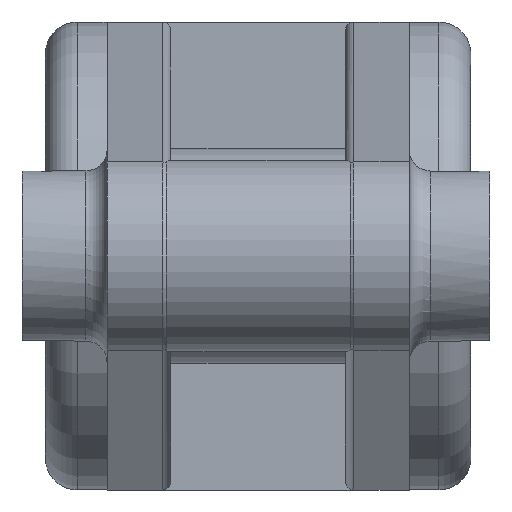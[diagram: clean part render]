
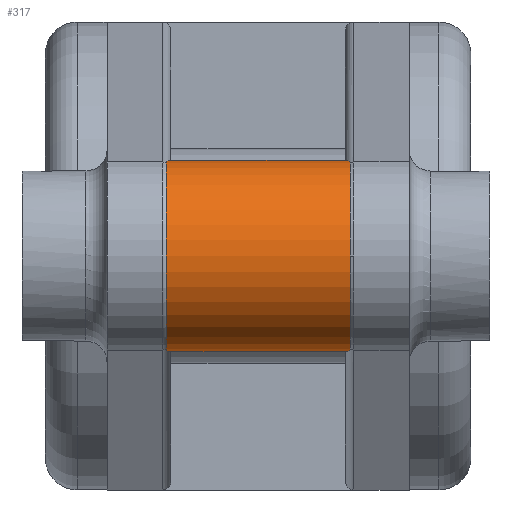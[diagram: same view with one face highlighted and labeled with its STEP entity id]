
A CAD part, front view. The second image highlights one B-rep face of the part: STEP entity #317.
In plain terms, the highlighted cylindrical face has radius 4.5 mm (diameter 9 mm), a partial arc.
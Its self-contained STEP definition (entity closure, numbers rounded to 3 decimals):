
#34=B_SPLINE_CURVE_WITH_KNOTS('',3,(#1649,#1650,#1651,#1652,#1653,#1654,
#1655),.UNSPECIFIED.,.F.,.F.,(4,3,4),(0.,0.445,1.),
 .UNSPECIFIED.);
#35=B_SPLINE_CURVE_WITH_KNOTS('',3,(#1661,#1662,#1663,#1664,#1665,#1666,
#1667),.UNSPECIFIED.,.F.,.F.,(4,3,4),(0.,0.444,1.),
 .UNSPECIFIED.);
#36=B_SPLINE_CURVE_WITH_KNOTS('',3,(#1669,#1670,#1671,#1672,#1673,#1674,
#1675),.UNSPECIFIED.,.F.,.F.,(4,3,4),(0.,0.444,1.),
 .UNSPECIFIED.);
#37=B_SPLINE_CURVE_WITH_KNOTS('',3,(#1683,#1684,#1685,#1686,#1687,#1688,
#1689),.UNSPECIFIED.,.F.,.F.,(4,3,4),(0.,0.445,1.),
 .UNSPECIFIED.);
#130=LINE('',#1709,#198);
#132=LINE('',#1712,#200);
#198=VECTOR('',#1389,1.);
#200=VECTOR('',#1393,1.);
#261=FACE_OUTER_BOUND('',#431,.T.);
#317=ADVANCED_FACE('',(#261),#337,.T.);
#337=CYLINDRICAL_SURFACE('',#1099,4.5);
#431=EDGE_LOOP('',(#689,#690,#691,#692,#693,#694,#695,#696,#697,#698,#699,
#700,#701));
#689=ORIENTED_EDGE('',*,*,#921,.T.);
#690=ORIENTED_EDGE('',*,*,#876,.T.);
#691=ORIENTED_EDGE('',*,*,#906,.T.);
#692=ORIENTED_EDGE('',*,*,#792,.T.);
#693=ORIENTED_EDGE('',*,*,#907,.T.);
#694=ORIENTED_EDGE('',*,*,#909,.T.);
#695=ORIENTED_EDGE('',*,*,#872,.T.);
#696=ORIENTED_EDGE('',*,*,#923,.T.);
#697=ORIENTED_EDGE('',*,*,#864,.T.);
#698=ORIENTED_EDGE('',*,*,#914,.T.);
#699=ORIENTED_EDGE('',*,*,#912,.T.);
#700=ORIENTED_EDGE('',*,*,#910,.T.);
#701=ORIENTED_EDGE('',*,*,#868,.T.);
#706=VERTEX_POINT('',#1410);
#707=VERTEX_POINT('',#1411);
#756=VERTEX_POINT('',#1563);
#757=VERTEX_POINT('',#1564);
#760=VERTEX_POINT('',#1570);
#761=VERTEX_POINT('',#1572);
#762=VERTEX_POINT('',#1578);
#763=VERTEX_POINT('',#1579);
#764=VERTEX_POINT('',#1583);
#765=VERTEX_POINT('',#1585);
#781=VERTEX_POINT('',#1658);
#782=VERTEX_POINT('',#1676);
#783=VERTEX_POINT('',#1680);
#792=EDGE_CURVE('',#706,#707,#927,.T.);
#864=EDGE_CURVE('',#756,#757,#956,.T.);
#868=EDGE_CURVE('',#761,#760,#958,.T.);
#872=EDGE_CURVE('',#762,#763,#960,.T.);
#876=EDGE_CURVE('',#765,#764,#962,.T.);
#906=EDGE_CURVE('',#764,#706,#34,.T.);
#907=EDGE_CURVE('',#707,#781,#973,.T.);
#909=EDGE_CURVE('',#781,#762,#35,.T.);
#910=EDGE_CURVE('',#782,#761,#36,.T.);
#912=EDGE_CURVE('',#783,#782,#976,.T.);
#914=EDGE_CURVE('',#757,#783,#37,.T.);
#921=EDGE_CURVE('',#760,#765,#130,.T.);
#923=EDGE_CURVE('',#763,#756,#132,.T.);
#927=CIRCLE('',#988,4.5);
#956=CIRCLE('',#1036,4.5);
#958=CIRCLE('',#1038,4.5);
#960=CIRCLE('',#1041,4.5);
#962=CIRCLE('',#1043,4.5);
#973=CIRCLE('',#1074,4.5);
#976=CIRCLE('',#1080,4.5);
#988=AXIS2_PLACEMENT_3D('',#1409,#1109,#1110);
#1036=AXIS2_PLACEMENT_3D('',#1562,#1244,#1245);
#1038=AXIS2_PLACEMENT_3D('',#1571,#1250,#1251);
#1041=AXIS2_PLACEMENT_3D('',#1577,#1258,#1259);
#1043=AXIS2_PLACEMENT_3D('',#1584,#1264,#1265);
#1074=AXIS2_PLACEMENT_3D('',#1657,#1345,#1346);
#1080=AXIS2_PLACEMENT_3D('',#1679,#1357,#1358);
#1099=AXIS2_PLACEMENT_3D('',#1716,#1399,#1400);
#1109=DIRECTION('',(-1.,0.,0.));
#1110=DIRECTION('',(0.,1.,0.));
#1244=DIRECTION('',(1.,0.,0.));
#1245=DIRECTION('',(0.,1.,0.));
#1250=DIRECTION('',(1.,0.,0.));
#1251=DIRECTION('',(0.,1.,0.));
#1258=DIRECTION('',(-1.,0.,0.));
#1259=DIRECTION('',(0.,-1.,0.));
#1264=DIRECTION('',(-1.,0.,0.));
#1265=DIRECTION('',(0.,-1.,0.));
#1345=DIRECTION('',(-1.,0.,0.));
#1346=DIRECTION('',(0.,1.,0.));
#1357=DIRECTION('',(1.,0.,0.));
#1358=DIRECTION('',(0.,-1.,0.));
#1389=DIRECTION('',(1.,0.,0.));
#1393=DIRECTION('',(-1.,0.,0.));
#1399=DIRECTION('',(-1.,0.,0.));
#1400=DIRECTION('',(0.,0.,1.));
#1409=CARTESIAN_POINT('',(4.319,-58.593,2.332));
#1410=CARTESIAN_POINT('',(4.319,-59.621,-2.049));
#1411=CARTESIAN_POINT('',(4.319,-63.093,2.332));
#1562=CARTESIAN_POINT('',(-4.1,-58.593,2.332));
#1563=CARTESIAN_POINT('',(-4.1,-54.369,3.882));
#1564=CARTESIAN_POINT('',(-4.1,-57.83,6.766));
#1570=CARTESIAN_POINT('',(-4.1,-54.369,0.782));
#1571=CARTESIAN_POINT('',(-4.1,-58.593,2.332));
#1572=CARTESIAN_POINT('',(-4.1,-57.83,-2.103));
#1577=CARTESIAN_POINT('',(4.1,-58.593,2.332));
#1578=CARTESIAN_POINT('',(4.1,-57.83,6.766));
#1579=CARTESIAN_POINT('',(4.1,-54.369,3.882));
#1583=CARTESIAN_POINT('',(4.1,-57.83,-2.103));
#1584=CARTESIAN_POINT('',(4.1,-58.593,2.332));
#1585=CARTESIAN_POINT('',(4.1,-54.369,0.782));
#1649=CARTESIAN_POINT('',(4.1,-57.83,-2.103));
#1650=CARTESIAN_POINT('',(4.1,-58.095,-2.149));
#1651=CARTESIAN_POINT('',(4.139,-58.365,-2.17));
#1652=CARTESIAN_POINT('',(4.185,-58.63,-2.168));
#1653=CARTESIAN_POINT('',(4.242,-58.961,-2.165));
#1654=CARTESIAN_POINT('',(4.319,-59.294,-2.126));
#1655=CARTESIAN_POINT('',(4.319,-59.621,-2.049));
#1657=CARTESIAN_POINT('',(4.319,-58.593,2.332));
#1658=CARTESIAN_POINT('',(4.319,-59.621,6.713));
#1661=CARTESIAN_POINT('',(4.319,-59.621,6.713));
#1662=CARTESIAN_POINT('',(4.319,-59.359,6.774));
#1663=CARTESIAN_POINT('',(4.268,-59.092,6.812));
#1664=CARTESIAN_POINT('',(4.22,-58.828,6.826));
#1665=CARTESIAN_POINT('',(4.16,-58.498,6.843));
#1666=CARTESIAN_POINT('',(4.1,-58.161,6.823));
#1667=CARTESIAN_POINT('',(4.1,-57.83,6.766));
#1669=CARTESIAN_POINT('',(-4.319,-59.621,-2.049));
#1670=CARTESIAN_POINT('',(-4.319,-59.359,-2.111));
#1671=CARTESIAN_POINT('',(-4.268,-59.092,-2.148));
#1672=CARTESIAN_POINT('',(-4.22,-58.828,-2.162));
#1673=CARTESIAN_POINT('',(-4.16,-58.498,-2.179));
#1674=CARTESIAN_POINT('',(-4.1,-58.161,-2.16));
#1675=CARTESIAN_POINT('',(-4.1,-57.83,-2.103));
#1676=CARTESIAN_POINT('',(-4.319,-59.621,-2.049));
#1679=CARTESIAN_POINT('',(-4.319,-58.593,2.332));
#1680=CARTESIAN_POINT('',(-4.319,-59.621,6.713));
#1683=CARTESIAN_POINT('',(-4.1,-57.83,6.766));
#1684=CARTESIAN_POINT('',(-4.1,-58.095,6.812));
#1685=CARTESIAN_POINT('',(-4.139,-58.365,6.834));
#1686=CARTESIAN_POINT('',(-4.185,-58.63,6.832));
#1687=CARTESIAN_POINT('',(-4.242,-58.961,6.829));
#1688=CARTESIAN_POINT('',(-4.319,-59.294,6.789));
#1689=CARTESIAN_POINT('',(-4.319,-59.621,6.713));
#1709=CARTESIAN_POINT('',(6.9,-54.369,0.782));
#1712=CARTESIAN_POINT('',(6.9,-54.369,3.882));
#1716=CARTESIAN_POINT('',(6.9,-58.593,2.332));
